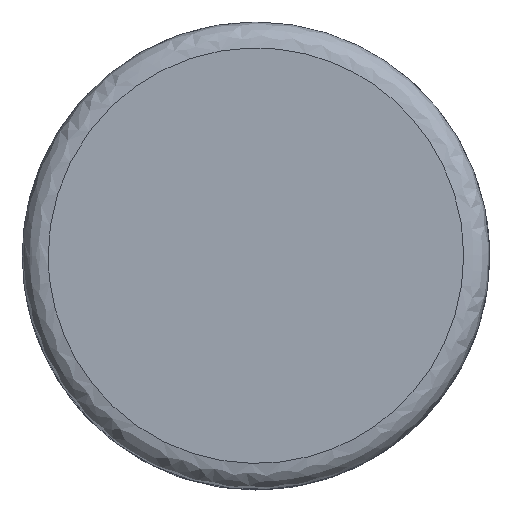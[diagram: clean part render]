
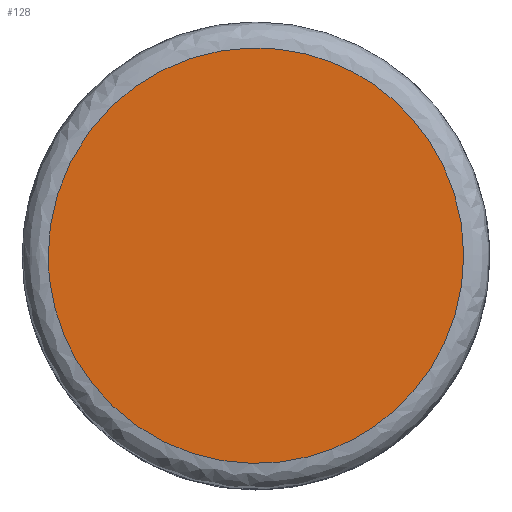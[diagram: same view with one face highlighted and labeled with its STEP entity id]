
A CAD part, top view. The second image highlights one B-rep face of the part: STEP entity #128.
In plain terms, the highlighted free-form (B-spline) face has degree [1, 1] with [2, 2] control points.
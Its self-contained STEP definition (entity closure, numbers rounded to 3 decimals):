
#21 = EDGE_CURVE('',#22,#22,#24,.T.);
#22 = VERTEX_POINT('',#23);
#23 = CARTESIAN_POINT('',(-10.109,0.,
    17.691));
#24 = ( BOUNDED_CURVE() B_SPLINE_CURVE(2,(#25,#26,#27,#28,#29,#30,#31),
.UNSPECIFIED.,.T.,.F.) B_SPLINE_CURVE_WITH_KNOTS((1,2,2,2,2,1),(
    -2.094,0.,2.094,4.189,6.283,
8.378),.UNSPECIFIED.) CURVE() GEOMETRIC_REPRESENTATION_ITEM() 
RATIONAL_B_SPLINE_CURVE((1.,0.5,1.,0.5,1.,0.5,1.)) REPRESENTATION_ITEM(
  '') );
#25 = CARTESIAN_POINT('',(-10.109,0.,
    17.691));
#26 = CARTESIAN_POINT('',(-10.109,17.51,
    17.691));
#27 = CARTESIAN_POINT('',(5.055,8.755,17.691)
  );
#28 = CARTESIAN_POINT('',(20.219,0.,
    17.691));
#29 = CARTESIAN_POINT('',(5.055,-8.755,17.691
    ));
#30 = CARTESIAN_POINT('',(-10.109,-17.51,
    17.691));
#31 = CARTESIAN_POINT('',(-10.109,0.,
    17.691));
#128 = ADVANCED_FACE('',(#129),#132,.T.);
#129 = FACE_BOUND('',#130,.T.);
#130 = EDGE_LOOP('',(#131));
#131 = ORIENTED_EDGE('',*,*,#21,.F.);
#132 = B_SPLINE_SURFACE_WITH_KNOTS('',1,1,(
    (#133,#134)
    ,(#135,#136
    )),.UNSPECIFIED.,.F.,.F.,.F.,(2,2),(2,2),(-8.,8.),(-8.,8.),
  .PIECEWISE_BEZIER_KNOTS.);
#133 = CARTESIAN_POINT('',(-10.109,-10.109,
    17.691));
#134 = CARTESIAN_POINT('',(-10.109,10.109,
    17.691));
#135 = CARTESIAN_POINT('',(10.109,-10.109,
    17.691));
#136 = CARTESIAN_POINT('',(10.109,10.109,
    17.691));
